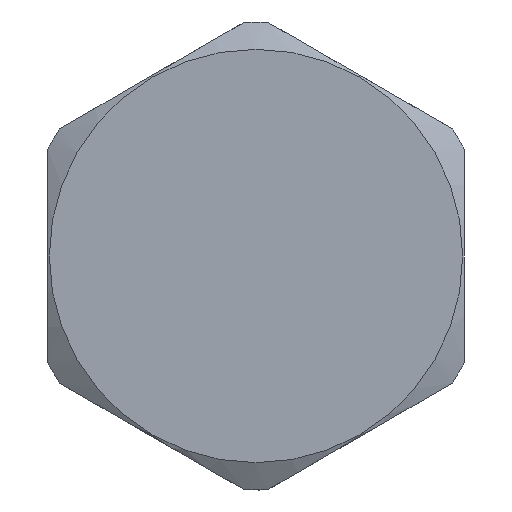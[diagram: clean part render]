
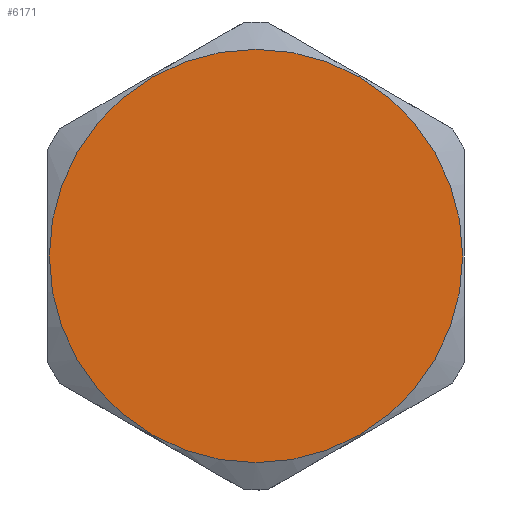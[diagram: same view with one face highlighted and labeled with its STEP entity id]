
A CAD part, left-side view. The second image highlights one B-rep face of the part: STEP entity #6171.
In plain terms, the highlighted planar face has unit normal (-1, 0, 0).
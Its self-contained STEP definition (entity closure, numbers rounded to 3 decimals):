
#688 = EDGE_CURVE ( 'NONE', #6051, #1842, #4413, .T. ) ;
#833 = DIRECTION ( 'NONE',  ( 1., 0., 0. ) ) ;
#1125 = DIRECTION ( 'NONE',  ( 0., 1., 0. ) ) ;
#1359 = ORIENTED_EDGE ( 'NONE', *, *, #3790, .F. ) ;
#1842 = VERTEX_POINT ( 'NONE', #3888 ) ;
#2135 = CIRCLE ( 'NONE', #2420, 9.45 ) ;
#2335 = ORIENTED_EDGE ( 'NONE', *, *, #688, .F. ) ;
#2420 = AXIS2_PLACEMENT_3D ( 'NONE', #2473, #833, #2916 ) ;
#2473 = CARTESIAN_POINT ( 'NONE',  ( 0., 0., 0. ) ) ;
#2626 = FACE_OUTER_BOUND ( 'NONE', #5511, .T. ) ;
#2916 = DIRECTION ( 'NONE',  ( 0., 1., 0. ) ) ;
#3116 = AXIS2_PLACEMENT_3D ( 'NONE', #3290, #6505, #1125 ) ;
#3290 = CARTESIAN_POINT ( 'NONE',  ( 0., 0., 0. ) ) ;
#3790 = EDGE_CURVE ( 'NONE', #1842, #6051, #2135, .T. ) ;
#3888 = CARTESIAN_POINT ( 'NONE',  ( 0., -9.45, 0. ) ) ;
#4291 = DIRECTION ( 'NONE',  ( 0., 1., 0. ) ) ;
#4413 = CIRCLE ( 'NONE', #6687, 9.45 ) ;
#5354 = CARTESIAN_POINT ( 'NONE',  ( 0., 0., 0. ) ) ;
#5445 = DIRECTION ( 'NONE',  ( 1., 0., 0. ) ) ;
#5511 = EDGE_LOOP ( 'NONE', ( #2335, #1359 ) ) ;
#5889 = CARTESIAN_POINT ( 'NONE',  ( 0., 9.45, 0. ) ) ;
#6051 = VERTEX_POINT ( 'NONE', #5889 ) ;
#6171 = ADVANCED_FACE ( 'NONE', ( #2626 ), #6586, .F. ) ;
#6505 = DIRECTION ( 'NONE',  ( 1., 0., 0. ) ) ;
#6586 = PLANE ( 'NONE',  #3116 ) ;
#6687 = AXIS2_PLACEMENT_3D ( 'NONE', #5354, #5445, #4291 ) ;
